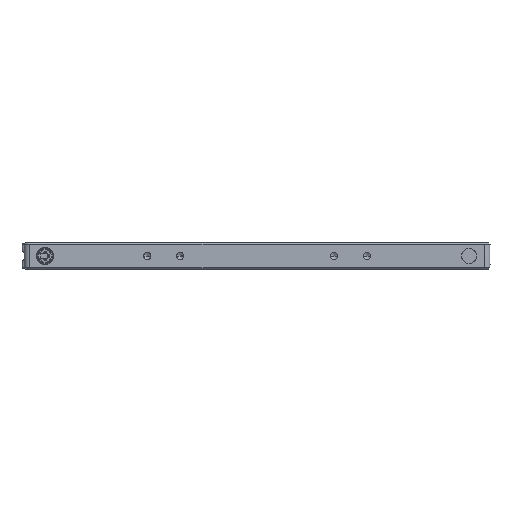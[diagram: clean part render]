
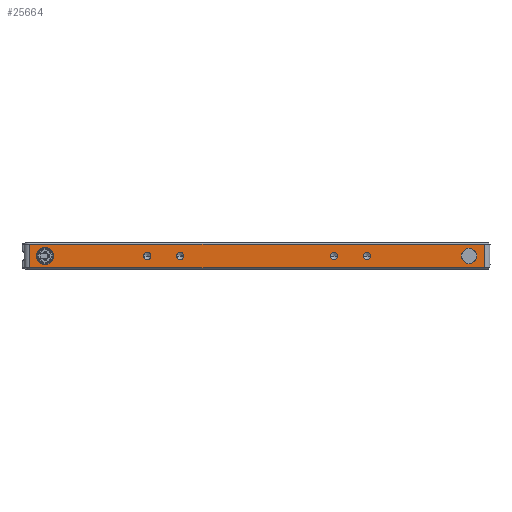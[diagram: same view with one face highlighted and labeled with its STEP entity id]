
A CAD part, left-side view. The second image highlights one B-rep face of the part: STEP entity #25664.
In plain terms, the highlighted planar face has unit normal (-1, 0, 0).
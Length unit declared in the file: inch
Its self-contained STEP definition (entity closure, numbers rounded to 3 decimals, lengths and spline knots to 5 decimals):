
#6562=DIRECTION('',(0.,-1.,0.));
#6563=VECTOR('',#6562,8.14961);
#6564=CARTESIAN_POINT('',(-3.14961,4.0748,
0.20669));
#6565=LINE('',#6564,#6563);
#6566=DIRECTION('',(0.,0.,-1.));
#6567=VECTOR('',#6566,0.41339);
#6568=CARTESIAN_POINT('',(-3.14961,-4.0748,
0.20669));
#6569=LINE('',#6568,#6567);
#6570=DIRECTION('',(0.,1.,0.));
#6571=VECTOR('',#6570,8.14961);
#6572=CARTESIAN_POINT('',(-3.14961,-4.0748,
-0.20669));
#6573=LINE('',#6572,#6571);
#6574=DIRECTION('',(0.,0.,-1.));
#6575=VECTOR('',#6574,0.41339);
#6576=CARTESIAN_POINT('',(-3.14961,4.0748,
0.20669));
#6577=LINE('',#6576,#6575);
#6578=CARTESIAN_POINT('',(-3.14961,-3.79921,0.));
#6579=DIRECTION('',(1.,0.,0.));
#6580=DIRECTION('',(0.,1.,0.));
#6581=AXIS2_PLACEMENT_3D('',#6578,#6579,#6580);
#6583=CARTESIAN_POINT('',(-3.14961,-3.79921,0.));
#6584=DIRECTION('',(1.,0.,0.));
#6585=DIRECTION('',(0.,-1.,0.));
#6586=AXIS2_PLACEMENT_3D('',#6583,#6584,#6585);
#6588=CARTESIAN_POINT('',(-3.14961,1.37795,0.));
#6589=DIRECTION('',(-1.,0.,0.));
#6590=DIRECTION('',(0.,1.,0.));
#6591=AXIS2_PLACEMENT_3D('',#6588,#6589,#6590);
#6593=CARTESIAN_POINT('',(-3.14961,1.37795,0.));
#6594=DIRECTION('',(-1.,0.,0.));
#6595=DIRECTION('',(0.,-1.,0.));
#6596=AXIS2_PLACEMENT_3D('',#6593,#6594,#6595);
#6598=CARTESIAN_POINT('',(-3.14961,1.9685,0.));
#6599=DIRECTION('',(-1.,0.,0.));
#6600=DIRECTION('',(0.,1.,0.));
#6601=AXIS2_PLACEMENT_3D('',#6598,#6599,#6600);
#6603=CARTESIAN_POINT('',(-3.14961,1.9685,0.));
#6604=DIRECTION('',(-1.,0.,0.));
#6605=DIRECTION('',(0.,-1.,0.));
#6606=AXIS2_PLACEMENT_3D('',#6603,#6604,#6605);
#6608=CARTESIAN_POINT('',(-3.14961,-1.9685,0.));
#6609=DIRECTION('',(-1.,0.,0.));
#6610=DIRECTION('',(0.,1.,0.));
#6611=AXIS2_PLACEMENT_3D('',#6608,#6609,#6610);
#6613=CARTESIAN_POINT('',(-3.14961,-1.9685,0.));
#6614=DIRECTION('',(-1.,0.,0.));
#6615=DIRECTION('',(0.,-1.,0.));
#6616=AXIS2_PLACEMENT_3D('',#6613,#6614,#6615);
#6618=CARTESIAN_POINT('',(-3.14961,-1.37795,0.));
#6619=DIRECTION('',(-1.,0.,0.));
#6620=DIRECTION('',(0.,1.,0.));
#6621=AXIS2_PLACEMENT_3D('',#6618,#6619,#6620);
#6623=CARTESIAN_POINT('',(-3.14961,-1.37795,0.));
#6624=DIRECTION('',(-1.,0.,0.));
#6625=DIRECTION('',(0.,-1.,0.));
#6626=AXIS2_PLACEMENT_3D('',#6623,#6624,#6625);
#6628=CARTESIAN_POINT('',(-3.14961,3.79921,0.));
#6629=DIRECTION('',(-1.,0.,0.));
#6630=DIRECTION('',(0.,0.,1.));
#6631=AXIS2_PLACEMENT_3D('',#6628,#6629,#6630);
#6633=CARTESIAN_POINT('',(-3.14961,3.79921,0.));
#6634=DIRECTION('',(-1.,0.,0.));
#6635=DIRECTION('',(0.,0.,-1.));
#6636=AXIS2_PLACEMENT_3D('',#6633,#6634,#6635);
#16435=CARTESIAN_POINT('',(-3.14961,-3.66142,0.));
#16436=CARTESIAN_POINT('',(-3.14961,-3.93701,0.));
#16437=VERTEX_POINT('',#16435);
#16438=VERTEX_POINT('',#16436);
#16485=CARTESIAN_POINT('',(-3.14961,4.0748,
0.20669));
#16486=CARTESIAN_POINT('',(-3.14961,-4.0748,
0.20669));
#16487=VERTEX_POINT('',#16485);
#16488=VERTEX_POINT('',#16486);
#16507=CARTESIAN_POINT('',(-3.14961,-4.0748,
-0.20669));
#16508=CARTESIAN_POINT('',(-3.14961,4.0748,
-0.20669));
#16509=VERTEX_POINT('',#16507);
#16510=VERTEX_POINT('',#16508);
#16619=CARTESIAN_POINT('',(-3.14961,1.44291,0.));
#16620=CARTESIAN_POINT('',(-3.14961,1.31299,0.));
#16621=VERTEX_POINT('',#16619);
#16622=VERTEX_POINT('',#16620);
#16629=CARTESIAN_POINT('',(-3.14961,2.03346,0.));
#16630=CARTESIAN_POINT('',(-3.14961,1.90354,0.));
#16631=VERTEX_POINT('',#16629);
#16632=VERTEX_POINT('',#16630);
#16639=CARTESIAN_POINT('',(-3.14961,-1.90354,0.));
#16640=CARTESIAN_POINT('',(-3.14961,-2.03346,0.));
#16641=VERTEX_POINT('',#16639);
#16642=VERTEX_POINT('',#16640);
#16649=CARTESIAN_POINT('',(-3.14961,-1.31299,0.));
#16650=CARTESIAN_POINT('',(-3.14961,-1.44291,0.));
#16651=VERTEX_POINT('',#16649);
#16652=VERTEX_POINT('',#16650);
#19310=CARTESIAN_POINT('',(-3.14961,3.79921,0.128));
#19311=CARTESIAN_POINT('',(-3.14961,3.79921,-0.128));
#19312=VERTEX_POINT('',#19310);
#19313=VERTEX_POINT('',#19311);
#25614=CARTESIAN_POINT('',(-3.14961,4.17323,
-0.23622));
#25615=DIRECTION('',(-1.,0.,0.));
#25616=DIRECTION('',(0.,-1.,0.));
#25617=AXIS2_PLACEMENT_3D('',#25614,#25615,#25616);
#25618=PLANE('',#25617);
#25620=ORIENTED_EDGE('',*,*,#25619,.T.);
#25622=ORIENTED_EDGE('',*,*,#25621,.T.);
#25623=ORIENTED_EDGE('',*,*,#25605,.T.);
#25625=ORIENTED_EDGE('',*,*,#25624,.F.);
#25626=EDGE_LOOP('',(#25620,#25622,#25623,#25625));
#25627=FACE_OUTER_BOUND('',#25626,.F.);
#25629=ORIENTED_EDGE('',*,*,#25628,.F.);
#25631=ORIENTED_EDGE('',*,*,#25630,.F.);
#25632=EDGE_LOOP('',(#25629,#25631));
#25633=FACE_BOUND('',#25632,.F.);
#25635=ORIENTED_EDGE('',*,*,#25634,.T.);
#25637=ORIENTED_EDGE('',*,*,#25636,.T.);
#25638=EDGE_LOOP('',(#25635,#25637));
#25639=FACE_BOUND('',#25638,.F.);
#25641=ORIENTED_EDGE('',*,*,#25640,.T.);
#25643=ORIENTED_EDGE('',*,*,#25642,.T.);
#25644=EDGE_LOOP('',(#25641,#25643));
#25645=FACE_BOUND('',#25644,.F.);
#25647=ORIENTED_EDGE('',*,*,#25646,.T.);
#25649=ORIENTED_EDGE('',*,*,#25648,.T.);
#25650=EDGE_LOOP('',(#25647,#25649));
#25651=FACE_BOUND('',#25650,.F.);
#25653=ORIENTED_EDGE('',*,*,#25652,.T.);
#25655=ORIENTED_EDGE('',*,*,#25654,.T.);
#25656=EDGE_LOOP('',(#25653,#25655));
#25657=FACE_BOUND('',#25656,.F.);
#25659=ORIENTED_EDGE('',*,*,#25658,.T.);
#25661=ORIENTED_EDGE('',*,*,#25660,.T.);
#25662=EDGE_LOOP('',(#25659,#25661));
#25663=FACE_BOUND('',#25662,.F.);
#25664=ADVANCED_FACE('',(#25627,#25633,#25639,#25645,#25651,#25657,#25663),
#25618,.T.);
#6582=CIRCLE('',#6581,0.1378);
#6587=CIRCLE('',#6586,0.1378);
#6592=CIRCLE('',#6591,0.06496);
#6597=CIRCLE('',#6596,0.06496);
#6602=CIRCLE('',#6601,0.06496);
#6607=CIRCLE('',#6606,0.06496);
#6612=CIRCLE('',#6611,0.06496);
#6617=CIRCLE('',#6616,0.06496);
#6622=CIRCLE('',#6621,0.06496);
#6627=CIRCLE('',#6626,0.06496);
#6632=CIRCLE('',#6631,0.128);
#6637=CIRCLE('',#6636,0.128);
#25605=EDGE_CURVE('',#16509,#16510,#6573,.T.);
#25619=EDGE_CURVE('',#16487,#16488,#6565,.T.);
#25621=EDGE_CURVE('',#16488,#16509,#6569,.T.);
#25624=EDGE_CURVE('',#16487,#16510,#6577,.T.);
#25628=EDGE_CURVE('',#16437,#16438,#6582,.T.);
#25630=EDGE_CURVE('',#16438,#16437,#6587,.T.);
#25634=EDGE_CURVE('',#16621,#16622,#6592,.T.);
#25636=EDGE_CURVE('',#16622,#16621,#6597,.T.);
#25640=EDGE_CURVE('',#16631,#16632,#6602,.T.);
#25642=EDGE_CURVE('',#16632,#16631,#6607,.T.);
#25646=EDGE_CURVE('',#16641,#16642,#6612,.T.);
#25648=EDGE_CURVE('',#16642,#16641,#6617,.T.);
#25652=EDGE_CURVE('',#16651,#16652,#6622,.T.);
#25654=EDGE_CURVE('',#16652,#16651,#6627,.T.);
#25658=EDGE_CURVE('',#19312,#19313,#6632,.T.);
#25660=EDGE_CURVE('',#19313,#19312,#6637,.T.);
